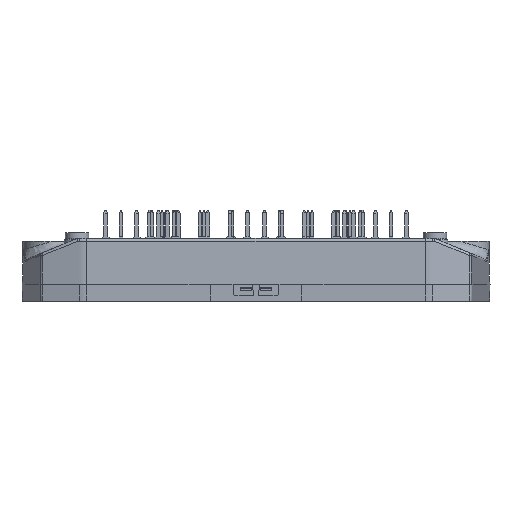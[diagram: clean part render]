
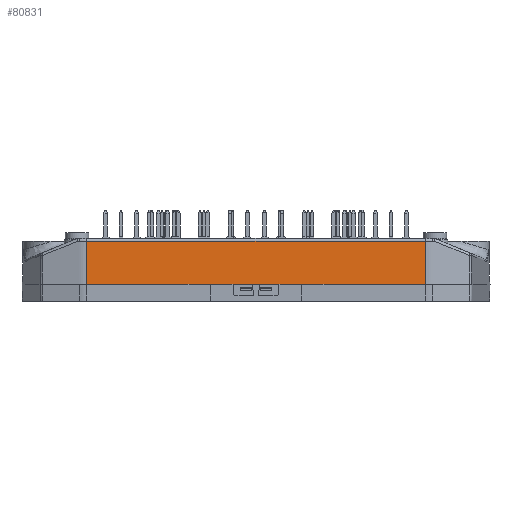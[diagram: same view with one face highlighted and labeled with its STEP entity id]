
A CAD part, front view. The second image highlights one B-rep face of the part: STEP entity #80831.
In plain terms, the highlighted planar face has unit normal (0, -1, 0.026).
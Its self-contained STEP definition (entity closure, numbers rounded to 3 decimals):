
#7254=ORIENTED_EDGE('',*,*,#24156,.F.);
#7255=ORIENTED_EDGE('',*,*,#24155,.T.);
#7256=ORIENTED_EDGE('',*,*,#24404,.F.);
#7257=ORIENTED_EDGE('',*,*,#24151,.F.);
#7258=ORIENTED_EDGE('',*,*,#24149,.T.);
#7259=ORIENTED_EDGE('',*,*,#24146,.T.);
#7260=ORIENTED_EDGE('',*,*,#24388,.T.);
#7261=ORIENTED_EDGE('',*,*,#24405,.F.);
#7262=ORIENTED_EDGE('',*,*,#24381,.T.);
#7263=ORIENTED_EDGE('',*,*,#24391,.F.);
#7264=ORIENTED_EDGE('',*,*,#24374,.F.);
#7265=ORIENTED_EDGE('',*,*,#24142,.F.);
#24142=EDGE_CURVE('',#32881,#32882,#38574,.T.);
#24146=EDGE_CURVE('',#32886,#32885,#38578,.T.);
#24149=EDGE_CURVE('',#32887,#32886,#38580,.T.);
#24151=EDGE_CURVE('',#32887,#32888,#38581,.F.);
#24155=EDGE_CURVE('',#32889,#32890,#38582,.F.);
#24156=EDGE_CURVE('',#32889,#32881,#38583,.T.);
#24374=EDGE_CURVE('',#32882,#33042,#38668,.T.);
#24381=EDGE_CURVE('',#33049,#33048,#38672,.T.);
#24388=EDGE_CURVE('',#32885,#33055,#38676,.T.);
#24391=EDGE_CURVE('',#33042,#33048,#38679,.T.);
#24404=EDGE_CURVE('',#32888,#32890,#38689,.T.);
#24405=EDGE_CURVE('',#33049,#33055,#38690,.T.);
#32881=VERTEX_POINT('',#109666);
#32882=VERTEX_POINT('',#109668);
#32885=VERTEX_POINT('',#109675);
#32886=VERTEX_POINT('',#109677);
#32887=VERTEX_POINT('',#109682);
#32888=VERTEX_POINT('',#109689);
#32889=VERTEX_POINT('',#109696);
#32890=VERTEX_POINT('',#109698);
#33042=VERTEX_POINT('',#112141);
#33048=VERTEX_POINT('',#112153);
#33049=VERTEX_POINT('',#112155);
#33055=VERTEX_POINT('',#112167);
#38574=LINE('',#109667,#43755);
#38578=LINE('',#109676,#43759);
#38580=LINE('',#109681,#43761);
#38581=LINE('',#109688,#43762);
#38582=LINE('',#109699,#43763);
#38583=LINE('',#109701,#43764);
#38668=LINE('',#112140,#43849);
#38672=LINE('',#112154,#43853);
#38676=LINE('',#112168,#43857);
#38679=LINE('',#112174,#43860);
#38689=LINE('',#112199,#43870);
#38690=LINE('',#112200,#43871);
#43755=VECTOR('',#90902,1000.);
#43759=VECTOR('',#90908,1000.);
#43761=VECTOR('',#90914,1000.);
#43762=VECTOR('',#90917,1000.);
#43763=VECTOR('',#90924,1000.);
#43764=VECTOR('',#90927,1000.);
#43849=VECTOR('',#91188,1000.);
#43853=VECTOR('',#91198,1000.);
#43857=VECTOR('',#91208,1000.);
#43860=VECTOR('',#91213,1000.);
#43870=VECTOR('',#91243,1000.);
#43871=VECTOR('',#91244,1000.);
#48967=EDGE_LOOP('',(#7254,#7255,#7256,#7257,#7258,#7259,#7260,#7261,#7262,
#7263,#7264,#7265));
#52504=FACE_BOUND('',#48967,.T.);
#55832=PLANE('',#84334);
#80831=ADVANCED_FACE('',(#52504),#55832,.T.);
#84334=AXIS2_PLACEMENT_3D('',#112198,#91241,#91242);
#90902=DIRECTION('',(-1.,0.,0.));
#90908=DIRECTION('',(1.,0.,0.));
#90914=DIRECTION('',(1.,0.,0.));
#90917=DIRECTION('',(-0.006,-0.026,-1.));
#90924=DIRECTION('',(0.006,-0.026,-1.));
#90927=DIRECTION('',(-1.,0.,0.));
#91188=DIRECTION('',(-1.,0.,0.));
#91198=DIRECTION('',(1.,0.,0.));
#91208=DIRECTION('',(1.,0.,0.));
#91213=DIRECTION('',(-1.,0.,0.));
#91241=DIRECTION('',(0.,-1.,0.026));
#91242=DIRECTION('',(0.,0.026,1.));
#91243=DIRECTION('',(1.,0.,0.));
#91244=DIRECTION('',(-1.,0.,0.));
#109666=CARTESIAN_POINT('',(29.513,-30.776,2.02));
#109667=CARTESIAN_POINT('',(17.961,-30.776,2.02));
#109668=CARTESIAN_POINT('',(8.,-30.776,2.02));
#109675=CARTESIAN_POINT('',(-8.,-30.776,2.02));
#109676=CARTESIAN_POINT('',(-17.961,-30.776,2.02));
#109677=CARTESIAN_POINT('',(-29.513,-30.776,2.02));
#109681=CARTESIAN_POINT('',(-17.961,-30.776,2.02));
#109682=CARTESIAN_POINT('',(-29.513,-30.776,2.02));
#109688=CARTESIAN_POINT('',(-29.512,-30.775,2.087));
#109689=CARTESIAN_POINT('',(-29.469,-30.58,9.533));
#109696=CARTESIAN_POINT('',(29.513,-30.776,2.02));
#109698=CARTESIAN_POINT('',(29.469,-30.58,9.533));
#109699=CARTESIAN_POINT('',(29.512,-30.775,2.087));
#109701=CARTESIAN_POINT('',(17.961,-30.776,2.02));
#112140=CARTESIAN_POINT('',(17.961,-30.776,2.02));
#112141=CARTESIAN_POINT('',(4.,-30.776,2.02));
#112153=CARTESIAN_POINT('',(0.827,-30.776,2.02));
#112154=CARTESIAN_POINT('',(-0.65,-30.776,2.02));
#112155=CARTESIAN_POINT('',(-0.827,-30.776,2.02));
#112167=CARTESIAN_POINT('',(-4.,-30.776,2.02));
#112168=CARTESIAN_POINT('',(-17.961,-30.776,2.02));
#112174=CARTESIAN_POINT('',(-17.961,-30.776,2.02));
#112198=CARTESIAN_POINT('',(17.961,-30.776,2.02));
#112199=CARTESIAN_POINT('',(27.533,-30.58,9.533));
#112200=CARTESIAN_POINT('',(-17.961,-30.776,2.02));
